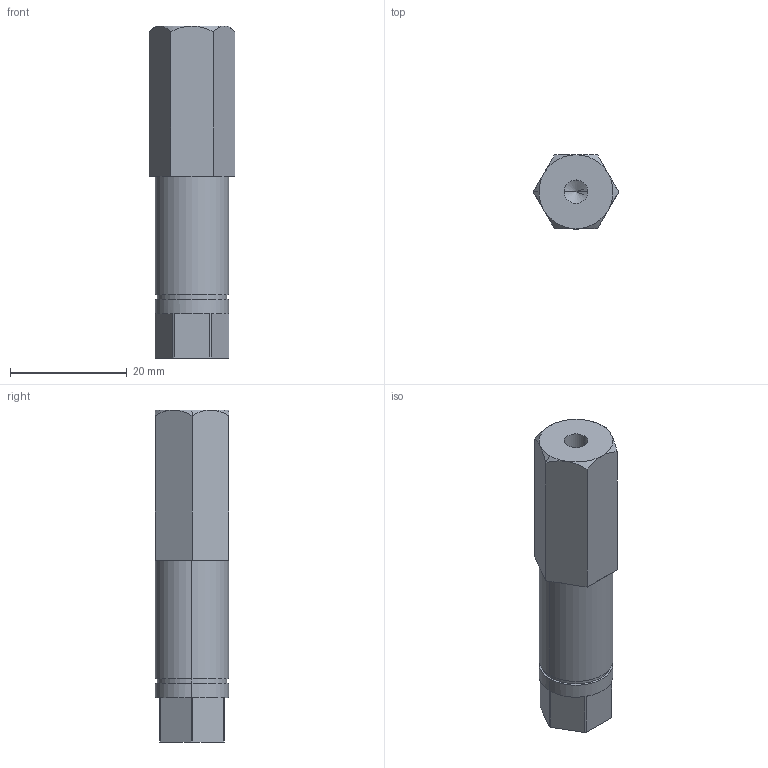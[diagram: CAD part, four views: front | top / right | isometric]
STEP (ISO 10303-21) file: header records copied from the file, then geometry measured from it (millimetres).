
FILE_DESCRIPTION (( 'STEP AP214' ), '1' );
FILE_NAME ('am-4142 1IN Long Sport Gearbox Shaft.STEP', '2019-12-02T20:51:58', ( '' ), ( '' ), 'SwSTEP 2.0', 'SolidWorks 2019', '' );
FILE_SCHEMA (( 'AUTOMOTIVE_DESIGN' ));
Length unit declared in the file: inch
Products named in the file (2): am-4142 1IN Long Sport Gearbox Shaft
Bounding box: 14.64 x 12.67 x 56.9 mm (x, y, z)
Volume: 7192.4 mm3; surface area: 2809.6 mm2
Topology: 1 solids, 1 shells, 45 faces, 108 edges, 66 vertices
Faces by surface type: plane 28, cone 9, cylinder 8
Entity records: 1422 total; most frequent: CARTESIAN_POINT 295, DIRECTION 229, ORIENTED_EDGE 212, EDGE_CURVE 106, AXIS2_PLACEMENT_3D 88, VERTEX_POINT 66, VECTOR 53, LINE 53
